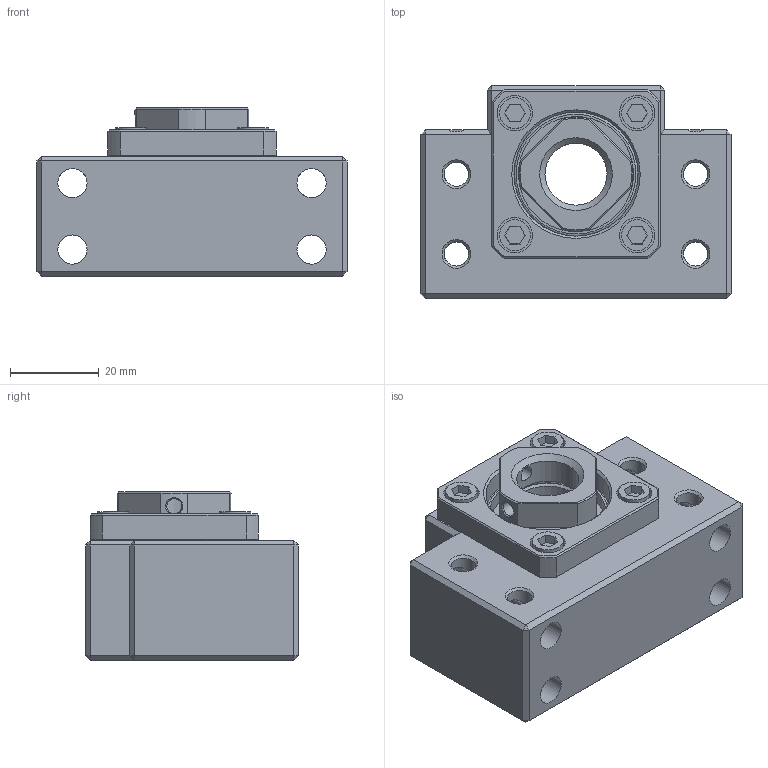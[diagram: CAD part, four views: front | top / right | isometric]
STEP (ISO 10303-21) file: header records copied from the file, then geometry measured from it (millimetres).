
FILE_DESCRIPTION (( 'STEP AP214' ), '1' );
FILE_NAME ('BKN15-Rollco.step', '2023-04-27T09:32:37', ( '' ), ( '' ), 'SwSTEP 2.0', 'SolidWorks 2010', '' );
FILE_SCHEMA (( 'AUTOMOTIVE_DESIGN' ));
Length unit declared in the file: millimetre
Products named in the file (9): BK15; BK15_Fastener; BKN15_Bearing_Cover; BKN15_Nut_M15; BK15_End_Ring; 7002_Outer_Ring; 7002_Inner_Ring; BKN15_Screw_M4; BKN15-Rollco
Assembly tree (15 placements, depth 2):
  BKN15-Rollco
    BKN15_Screw_M4  x4
    7002_Inner_Ring  x2
    7002_Outer_Ring  x2
    BK15_Fastener
    BK15
    BK15_End_Ring  x2
    BKN15_Nut_M15
    BKN15_Bearing_Cover  x2
Bounding box: 70 x 48 x 38 mm (x, y, z)
Volume: 70175.1 mm3; surface area: 36601.4 mm2
Topology: 15 solids, 15 shells, 312 faces, 728 edges, 457 vertices
Faces by surface type: plane 144, cylinder 82, cone 45, bspline 41
Full cylindrical faces by diameter (mm): 3.35 x4, 3.4 x2, 4 x4, 4.5 x4, 5.5 x12, 6.6 x4, 7 x4, 8 x4, 10.8 x4, 14 x1, 15 x4, 19 x2, 19.5 x3, 20 x2, 21 x2, 22 x2, 26 x2, 26.15 x2, 27 x1, 28 x4, 28.5 x2, 32 x5
Entity records: 8100 total; most frequent: CARTESIAN_POINT 3164, DIRECTION 912, ORIENTED_EDGE 788, EDGE_LOOP 406, EDGE_CURVE 394, AXIS2_PLACEMENT_3D 378, FACE_OUTER_BOUND 310, VERTEX_POINT 294
